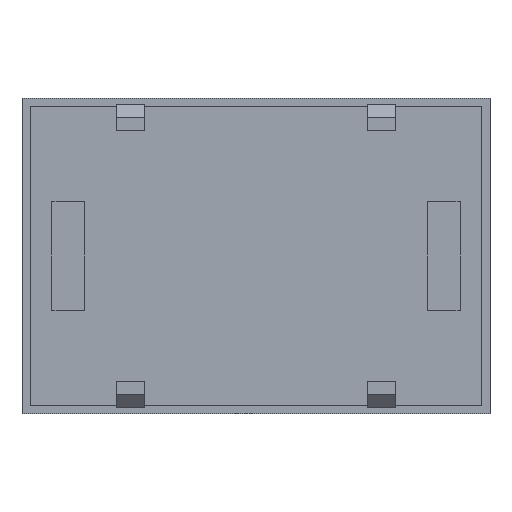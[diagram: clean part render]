
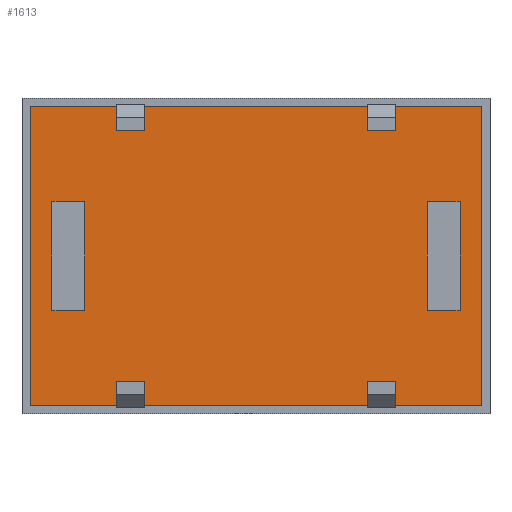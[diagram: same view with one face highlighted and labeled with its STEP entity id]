
A CAD part, front view. The second image highlights one B-rep face of the part: STEP entity #1613.
In plain terms, the highlighted face is planar.
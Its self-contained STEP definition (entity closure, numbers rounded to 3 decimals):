
#17=FACE_BOUND($,#259,.T.);
#18=FACE_BOUND($,#260,.T.);
#19=FACE_BOUND($,#261,.T.);
#20=FACE_BOUND($,#262,.T.);
#21=FACE_BOUND($,#263,.T.);
#22=FACE_BOUND($,#264,.T.);
#23=FACE_BOUND($,#265,.T.);
#259=EDGE_LOOP($,(#1399,#1400,#1401,#1402));
#260=EDGE_LOOP($,(#1403,#1404,#1405,#1406));
#261=EDGE_LOOP($,(#1407,#1408,#1409,#1410));
#262=EDGE_LOOP($,(#1411,#1412,#1413,#1414));
#263=EDGE_LOOP($,(#1415,#1416,#1417,#1418));
#264=EDGE_LOOP($,(#1419,#1420,#1421,#1422));
#265=EDGE_LOOP($,(#1423,#1424,#1425,#1426));
#273=LINE($,#2203,#461);
#277=LINE($,#2210,#465);
#280=LINE($,#2216,#468);
#282=LINE($,#2219,#470);
#288=LINE($,#2234,#476);
#290=LINE($,#2238,#478);
#292=LINE($,#2242,#480);
#294=LINE($,#2245,#482);
#364=LINE($,#2460,#552);
#372=LINE($,#2476,#560);
#376=LINE($,#2484,#564);
#378=LINE($,#2487,#566);
#385=LINE($,#2503,#573);
#393=LINE($,#2519,#581);
#397=LINE($,#2527,#585);
#399=LINE($,#2530,#587);
#407=LINE($,#2548,#595);
#419=LINE($,#2573,#607);
#429=LINE($,#2592,#617);
#431=LINE($,#2596,#619);
#435=LINE($,#2604,#623);
#436=LINE($,#2606,#624);
#440=LINE($,#2614,#628);
#441=LINE($,#2616,#629);
#444=LINE($,#2624,#632);
#448=LINE($,#2631,#636);
#451=LINE($,#2637,#639);
#453=LINE($,#2640,#641);
#461=VECTOR($,#1755,10.);
#465=VECTOR($,#1761,3.);
#468=VECTOR($,#1766,10.);
#470=VECTOR($,#1770,3.);
#476=VECTOR($,#1782,10.);
#478=VECTOR($,#1786,3.);
#480=VECTOR($,#1790,10.);
#482=VECTOR($,#1794,3.);
#552=VECTOR($,#2018,1.5);
#560=VECTOR($,#2032,2.6);
#564=VECTOR($,#2040,1.5);
#566=VECTOR($,#2044,2.6);
#573=VECTOR($,#2055,1.5);
#581=VECTOR($,#2069,2.6);
#585=VECTOR($,#2077,1.5);
#587=VECTOR($,#2081,2.6);
#595=VECTOR($,#2093,1.5);
#607=VECTOR($,#2111,1.5);
#617=VECTOR($,#2129,2.6);
#619=VECTOR($,#2133,2.6);
#623=VECTOR($,#2141,1.5);
#624=VECTOR($,#2144,2.6);
#628=VECTOR($,#2152,1.5);
#629=VECTOR($,#2155,2.6);
#632=VECTOR($,#2160,41.5);
#636=VECTOR($,#2166,27.5);
#639=VECTOR($,#2171,41.5);
#641=VECTOR($,#2175,27.5);
#649=VERTEX_POINT($,#2200);
#650=VERTEX_POINT($,#2202);
#652=VERTEX_POINT($,#2208);
#654=VERTEX_POINT($,#2214);
#659=VERTEX_POINT($,#2231);
#660=VERTEX_POINT($,#2233);
#661=VERTEX_POINT($,#2237);
#662=VERTEX_POINT($,#2241);
#729=VERTEX_POINT($,#2457);
#730=VERTEX_POINT($,#2459);
#735=VERTEX_POINT($,#2475);
#737=VERTEX_POINT($,#2483);
#743=VERTEX_POINT($,#2500);
#744=VERTEX_POINT($,#2502);
#749=VERTEX_POINT($,#2518);
#751=VERTEX_POINT($,#2526);
#758=VERTEX_POINT($,#2545);
#759=VERTEX_POINT($,#2547);
#768=VERTEX_POINT($,#2570);
#769=VERTEX_POINT($,#2572);
#774=VERTEX_POINT($,#2590);
#775=VERTEX_POINT($,#2594);
#777=VERTEX_POINT($,#2602);
#779=VERTEX_POINT($,#2612);
#782=VERTEX_POINT($,#2621);
#783=VERTEX_POINT($,#2623);
#785=VERTEX_POINT($,#2629);
#787=VERTEX_POINT($,#2635);
#792=EDGE_CURVE($,#650,#649,#273,.T.);
#796=EDGE_CURVE($,#649,#652,#277,.T.);
#799=EDGE_CURVE($,#652,#654,#280,.T.);
#801=EDGE_CURVE($,#654,#650,#282,.T.);
#807=EDGE_CURVE($,#660,#659,#288,.T.);
#809=EDGE_CURVE($,#661,#660,#290,.T.);
#811=EDGE_CURVE($,#662,#661,#292,.T.);
#813=EDGE_CURVE($,#659,#662,#294,.T.);
#919=EDGE_CURVE($,#730,#729,#364,.T.);
#927=EDGE_CURVE($,#735,#730,#372,.T.);
#931=EDGE_CURVE($,#737,#735,#376,.T.);
#933=EDGE_CURVE($,#729,#737,#378,.T.);
#940=EDGE_CURVE($,#744,#743,#385,.T.);
#948=EDGE_CURVE($,#749,#744,#393,.T.);
#952=EDGE_CURVE($,#751,#749,#397,.T.);
#954=EDGE_CURVE($,#743,#751,#399,.T.);
#962=EDGE_CURVE($,#759,#758,#407,.T.);
#974=EDGE_CURVE($,#769,#768,#419,.T.);
#984=EDGE_CURVE($,#758,#774,#429,.T.);
#986=EDGE_CURVE($,#768,#775,#431,.T.);
#990=EDGE_CURVE($,#774,#777,#435,.T.);
#991=EDGE_CURVE($,#777,#759,#436,.T.);
#995=EDGE_CURVE($,#775,#779,#440,.T.);
#996=EDGE_CURVE($,#779,#769,#441,.T.);
#999=EDGE_CURVE($,#783,#782,#444,.T.);
#1003=EDGE_CURVE($,#782,#785,#448,.T.);
#1006=EDGE_CURVE($,#785,#787,#451,.T.);
#1008=EDGE_CURVE($,#787,#783,#453,.T.);
#1399=ORIENTED_EDGE($,*,*,#792,.T.);
#1400=ORIENTED_EDGE($,*,*,#796,.T.);
#1401=ORIENTED_EDGE($,*,*,#799,.T.);
#1402=ORIENTED_EDGE($,*,*,#801,.T.);
#1403=ORIENTED_EDGE($,*,*,#807,.T.);
#1404=ORIENTED_EDGE($,*,*,#813,.T.);
#1405=ORIENTED_EDGE($,*,*,#811,.T.);
#1406=ORIENTED_EDGE($,*,*,#809,.T.);
#1407=ORIENTED_EDGE($,*,*,#919,.T.);
#1408=ORIENTED_EDGE($,*,*,#933,.T.);
#1409=ORIENTED_EDGE($,*,*,#931,.T.);
#1410=ORIENTED_EDGE($,*,*,#927,.T.);
#1411=ORIENTED_EDGE($,*,*,#940,.T.);
#1412=ORIENTED_EDGE($,*,*,#954,.T.);
#1413=ORIENTED_EDGE($,*,*,#952,.T.);
#1414=ORIENTED_EDGE($,*,*,#948,.T.);
#1415=ORIENTED_EDGE($,*,*,#990,.T.);
#1416=ORIENTED_EDGE($,*,*,#991,.T.);
#1417=ORIENTED_EDGE($,*,*,#962,.T.);
#1418=ORIENTED_EDGE($,*,*,#984,.T.);
#1419=ORIENTED_EDGE($,*,*,#995,.T.);
#1420=ORIENTED_EDGE($,*,*,#996,.T.);
#1421=ORIENTED_EDGE($,*,*,#974,.T.);
#1422=ORIENTED_EDGE($,*,*,#986,.T.);
#1423=ORIENTED_EDGE($,*,*,#999,.T.);
#1424=ORIENTED_EDGE($,*,*,#1003,.T.);
#1425=ORIENTED_EDGE($,*,*,#1006,.T.);
#1426=ORIENTED_EDGE($,*,*,#1008,.T.);
#1523=PLANE($,#1742);
#1613=ADVANCED_FACE($,(#17,#18,#19,#20,#21,#22,#23),#1523,.F.);
#1742=AXIS2_PLACEMENT_3D($,#2641,#2176,#2177);
#1755=DIRECTION($,(0.,1.,0.));
#1761=DIRECTION($,(-1.,0.,0.));
#1766=DIRECTION($,(0.,-1.,0.));
#1770=DIRECTION($,(1.,0.,0.));
#1782=DIRECTION($,(0.,-1.,0.));
#1786=DIRECTION($,(-1.,0.,0.));
#1790=DIRECTION($,(0.,1.,0.));
#1794=DIRECTION($,(1.,0.,0.));
#2018=DIRECTION($,(0.,1.,0.));
#2032=DIRECTION($,(1.,0.,0.));
#2040=DIRECTION($,(0.,-1.,0.));
#2044=DIRECTION($,(-1.,0.,0.));
#2055=DIRECTION($,(0.,1.,0.));
#2069=DIRECTION($,(1.,0.,0.));
#2077=DIRECTION($,(0.,-1.,0.));
#2081=DIRECTION($,(-1.,0.,0.));
#2093=DIRECTION($,(0.,1.,0.));
#2111=DIRECTION($,(0.,1.,0.));
#2129=DIRECTION($,(-1.,0.,0.));
#2133=DIRECTION($,(-1.,0.,0.));
#2141=DIRECTION($,(0.,-1.,0.));
#2144=DIRECTION($,(1.,0.,0.));
#2152=DIRECTION($,(0.,-1.,0.));
#2155=DIRECTION($,(1.,0.,0.));
#2160=DIRECTION($,(-1.,0.,0.));
#2166=DIRECTION($,(0.,1.,0.));
#2171=DIRECTION($,(1.,0.,0.));
#2175=DIRECTION($,(0.,-1.,0.));
#2176=DIRECTION('center_axis',(0.,0.,1.));
#2177=DIRECTION('ref_axis',(1.,0.,0.));
#2200=CARTESIAN_POINT('',(-15.75,5.,-0.5));
#2202=CARTESIAN_POINT('',(-15.75,-5.,-0.5));
#2203=CARTESIAN_POINT($,(-15.75,2.5,-0.5));
#2208=CARTESIAN_POINT('',(-18.75,5.,-0.5));
#2210=CARTESIAN_POINT($,(-9.375,5.,-0.5));
#2214=CARTESIAN_POINT('',(-18.75,-5.,-0.5));
#2216=CARTESIAN_POINT($,(-18.75,-2.5,-0.5));
#2219=CARTESIAN_POINT($,(-7.875,-5.,-0.5));
#2231=CARTESIAN_POINT('',(15.75,-5.,-0.5));
#2233=CARTESIAN_POINT('',(15.75,5.,-0.5));
#2234=CARTESIAN_POINT($,(15.75,-2.5,-0.5));
#2237=CARTESIAN_POINT('',(18.75,5.,-0.5));
#2238=CARTESIAN_POINT($,(7.875,5.,-0.5));
#2241=CARTESIAN_POINT('',(18.75,-5.,-0.5));
#2242=CARTESIAN_POINT($,(18.75,2.5,-0.5));
#2245=CARTESIAN_POINT($,(9.375,-5.,-0.5));
#2457=CARTESIAN_POINT('',(12.8,-11.5,-0.5));
#2459=CARTESIAN_POINT('',(12.8,-13.,-0.5));
#2460=CARTESIAN_POINT($,(12.8,-6.5,-0.5));
#2475=CARTESIAN_POINT('',(10.2,-13.,-0.5));
#2476=CARTESIAN_POINT($,(5.75,-13.,-0.5));
#2483=CARTESIAN_POINT('',(10.2,-11.5,-0.5));
#2484=CARTESIAN_POINT($,(10.2,-6.5,-0.5));
#2487=CARTESIAN_POINT($,(5.75,-11.5,-0.5));
#2500=CARTESIAN_POINT('',(-10.2,-11.5,-0.5));
#2502=CARTESIAN_POINT('',(-10.2,-13.,-0.5));
#2503=CARTESIAN_POINT($,(-10.2,-6.5,-0.5));
#2518=CARTESIAN_POINT('',(-12.8,-13.,-0.5));
#2519=CARTESIAN_POINT($,(-5.75,-13.,-0.5));
#2526=CARTESIAN_POINT('',(-12.8,-11.5,-0.5));
#2527=CARTESIAN_POINT($,(-12.8,-6.5,-0.5));
#2530=CARTESIAN_POINT($,(-5.75,-11.5,-0.5));
#2545=CARTESIAN_POINT('',(-10.2,13.,-0.5));
#2547=CARTESIAN_POINT('',(-10.2,11.5,-0.5));
#2548=CARTESIAN_POINT($,(-10.2,6.5,-0.5));
#2570=CARTESIAN_POINT('',(12.8,13.,-0.5));
#2572=CARTESIAN_POINT('',(12.8,11.5,-0.5));
#2573=CARTESIAN_POINT($,(12.8,6.5,-0.5));
#2590=CARTESIAN_POINT('',(-12.8,13.,-0.5));
#2592=CARTESIAN_POINT($,(-5.75,13.,-0.5));
#2594=CARTESIAN_POINT('',(10.2,13.,-0.5));
#2596=CARTESIAN_POINT($,(5.75,13.,-0.5));
#2602=CARTESIAN_POINT('',(-12.8,11.5,-0.5));
#2604=CARTESIAN_POINT($,(-12.8,6.5,-0.5));
#2606=CARTESIAN_POINT($,(-5.75,11.5,-0.5));
#2612=CARTESIAN_POINT('',(10.2,11.5,-0.5));
#2614=CARTESIAN_POINT($,(10.2,6.5,-0.5));
#2616=CARTESIAN_POINT($,(5.75,11.5,-0.5));
#2621=CARTESIAN_POINT('',(-20.75,-13.75,-0.5));
#2623=CARTESIAN_POINT('',(20.75,-13.75,-0.5));
#2624=CARTESIAN_POINT($,(20.75,-13.75,-0.5));
#2629=CARTESIAN_POINT('',(-20.75,13.75,-0.5));
#2631=CARTESIAN_POINT($,(-20.75,-13.75,-0.5));
#2635=CARTESIAN_POINT('',(20.75,13.75,-0.5));
#2637=CARTESIAN_POINT($,(-20.75,13.75,-0.5));
#2640=CARTESIAN_POINT($,(20.75,13.75,-0.5));
#2641=CARTESIAN_POINT('Origin',(0.,0.,
-0.5));
